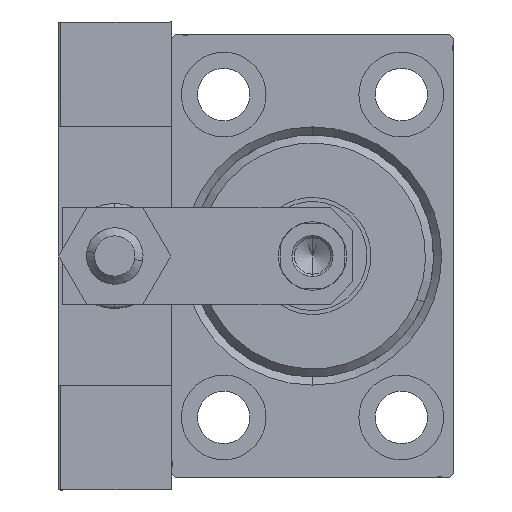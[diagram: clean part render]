
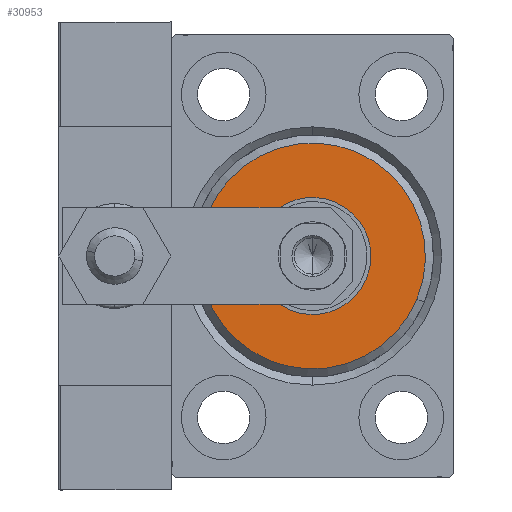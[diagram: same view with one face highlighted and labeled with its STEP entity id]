
A CAD part, left-side view. The second image highlights one B-rep face of the part: STEP entity #30953.
In plain terms, the highlighted face is planar.
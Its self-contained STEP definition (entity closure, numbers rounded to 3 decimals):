
#2003 = VERTEX_POINT ( 'NONE', #10644 ) ;
#2571 = AXIS2_PLACEMENT_3D ( 'NONE', #34509, #46249, #35014 ) ;
#2793 = ORIENTED_EDGE ( 'NONE', *, *, #28077, .T. ) ;
#3140 = EDGE_CURVE ( 'NONE', #36705, #45632, #33422, .T. ) ;
#6854 = ORIENTED_EDGE ( 'NONE', *, *, #14577, .T. ) ;
#7536 = EDGE_CURVE ( 'NONE', #45632, #36705, #24634, .T. ) ;
#8483 = CARTESIAN_POINT ( 'NONE',  ( 3., 0., -7.25 ) ) ;
#10644 = CARTESIAN_POINT ( 'NONE',  ( 3., 0., 14. ) ) ;
#11376 = AXIS2_PLACEMENT_3D ( 'NONE', #26422, #19263, #50401 ) ;
#11865 = DIRECTION ( 'NONE',  ( 0., 0., -1. ) ) ;
#12022 = VERTEX_POINT ( 'NONE', #33429 ) ;
#14577 = EDGE_CURVE ( 'NONE', #12022, #2003, #24737, .T. ) ;
#15615 = FACE_BOUND ( 'NONE', #19121, .T. ) ;
#16997 = AXIS2_PLACEMENT_3D ( 'NONE', #45003, #29668, #17942 ) ;
#17798 = CIRCLE ( 'NONE', #16997, 14. ) ;
#17942 = DIRECTION ( 'NONE',  ( 0., 0., -1. ) ) ;
#18952 = CARTESIAN_POINT ( 'NONE',  ( 3., 0., 0. ) ) ;
#19121 = EDGE_LOOP ( 'NONE', ( #49041, #40992 ) ) ;
#19263 = DIRECTION ( 'NONE',  ( 1., 0., 0. ) ) ;
#20560 = DIRECTION ( 'NONE',  ( 1., 0., 0. ) ) ;
#23218 = EDGE_LOOP ( 'NONE', ( #2793, #6854 ) ) ;
#24634 = CIRCLE ( 'NONE', #2571, 7.25 ) ;
#24635 = CARTESIAN_POINT ( 'NONE',  ( 3., 0., 0. ) ) ;
#24737 = CIRCLE ( 'NONE', #43499, 14. ) ;
#26422 = CARTESIAN_POINT ( 'NONE',  ( 3., 0., 0. ) ) ;
#27363 = FACE_OUTER_BOUND ( 'NONE', #23218, .T. ) ;
#28077 = EDGE_CURVE ( 'NONE', #2003, #12022, #17798, .T. ) ;
#29668 = DIRECTION ( 'NONE',  ( 1., 0., 0. ) ) ;
#30953 = ADVANCED_FACE ( 'NONE', ( #27363, #15615 ), #46262, .T. ) ;
#31787 = AXIS2_PLACEMENT_3D ( 'NONE', #18952, #34525, #49590 ) ;
#33422 = CIRCLE ( 'NONE', #11376, 7.25 ) ;
#33429 = CARTESIAN_POINT ( 'NONE',  ( 3., 0., -14. ) ) ;
#34386 = CARTESIAN_POINT ( 'NONE',  ( 3., 0., 7.25 ) ) ;
#34509 = CARTESIAN_POINT ( 'NONE',  ( 3., 0., 0. ) ) ;
#34525 = DIRECTION ( 'NONE',  ( 1., 0., 0. ) ) ;
#35014 = DIRECTION ( 'NONE',  ( 0., 0., -1. ) ) ;
#36705 = VERTEX_POINT ( 'NONE', #8483 ) ;
#40992 = ORIENTED_EDGE ( 'NONE', *, *, #7536, .F. ) ;
#43499 = AXIS2_PLACEMENT_3D ( 'NONE', #24635, #20560, #11865 ) ;
#45003 = CARTESIAN_POINT ( 'NONE',  ( 3., 0., 0. ) ) ;
#45632 = VERTEX_POINT ( 'NONE', #34386 ) ;
#46249 = DIRECTION ( 'NONE',  ( 1., 0., 0. ) ) ;
#46262 = PLANE ( 'NONE',  #31787 ) ;
#49041 = ORIENTED_EDGE ( 'NONE', *, *, #3140, .F. ) ;
#49590 = DIRECTION ( 'NONE',  ( 0., 0., -1. ) ) ;
#50401 = DIRECTION ( 'NONE',  ( 0., 0., -1. ) ) ;
